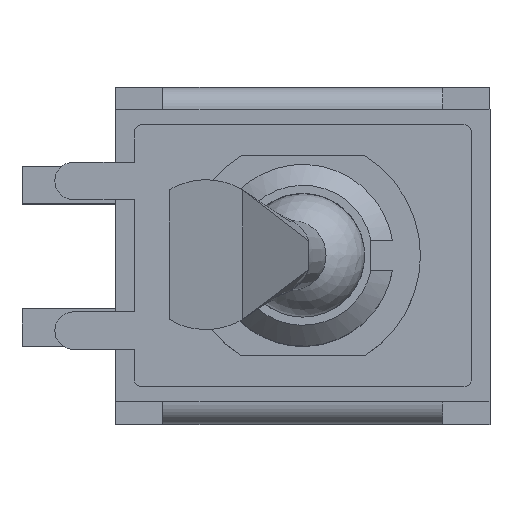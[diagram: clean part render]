
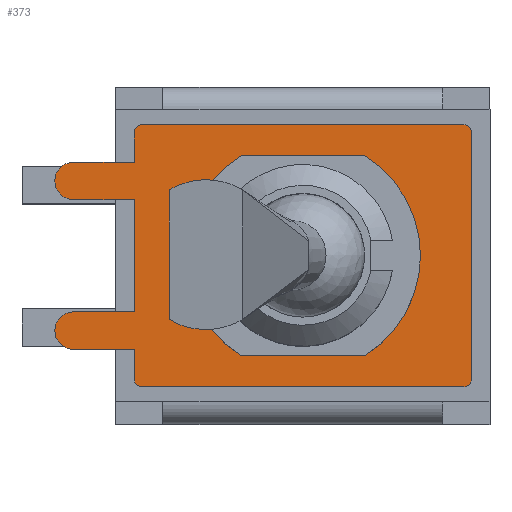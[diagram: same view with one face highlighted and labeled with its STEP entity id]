
A CAD part, top view. The second image highlights one B-rep face of the part: STEP entity #373.
In plain terms, the highlighted planar face has unit normal (0, 0, 1).
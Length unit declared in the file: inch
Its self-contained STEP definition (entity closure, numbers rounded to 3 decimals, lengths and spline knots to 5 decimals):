
#196=CARTESIAN_POINT('',(-0.35911,-0.19272,0.36969));
#197=DIRECTION('',(0.0,0.0,1.0));
#198=DIRECTION('',(1.0,0.0,0.0));
#199=AXIS2_PLACEMENT_3D('',#196,#197,#198);
#200=PLANE('',#199);
#201=CARTESIAN_POINT('',(-0.225,0.16535,0.36969));
#202=VERTEX_POINT('',#201);
#203=CARTESIAN_POINT('',(-0.21516,0.1752,0.36969));
#204=VERTEX_POINT('',#203);
#205=CARTESIAN_POINT('',(-0.21516,0.16535,0.36969));
#206=DIRECTION('',(0.0,0.0,-1.0));
#207=DIRECTION('',(-0.707,0.707,0.0));
#208=AXIS2_PLACEMENT_3D('',#205,#206,#207);
#209=CIRCLE('',#208,0.00984);
#210=EDGE_CURVE('',#202,#204,#209,.T.);
#211=ORIENTED_EDGE('',*,*,#210,.F.);
#212=CARTESIAN_POINT('',(-0.225,0.125,0.36969));
#213=VERTEX_POINT('',#212);
#214=CARTESIAN_POINT('',(-0.225,0.125,0.36969));
#215=DIRECTION('',(0.0,1.0,0.0));
#216=VECTOR('',#215,0.04035);
#217=LINE('',#214,#216);
#218=EDGE_CURVE('',#213,#202,#217,.T.);
#219=ORIENTED_EDGE('',*,*,#218,.F.);
#220=CARTESIAN_POINT('',(-0.3063,0.125,0.36969));
#221=VERTEX_POINT('',#220);
#222=CARTESIAN_POINT('',(-0.3063,0.125,0.36969));
#223=DIRECTION('',(1.0,0.0,0.0));
#224=VECTOR('',#223,0.0813);
#225=LINE('',#222,#224);
#226=EDGE_CURVE('',#221,#213,#225,.T.);
#227=ORIENTED_EDGE('',*,*,#226,.F.);
#228=CARTESIAN_POINT('',(-0.3063,0.075,0.36969));
#229=VERTEX_POINT('',#228);
#230=CARTESIAN_POINT('',(-0.3063,0.1,0.36969));
#231=DIRECTION('',(0.0,0.0,-1.0));
#232=DIRECTION('',(0.0,1.0,0.0));
#233=AXIS2_PLACEMENT_3D('',#230,#231,#232);
#234=CIRCLE('',#233,0.025);
#235=EDGE_CURVE('',#229,#221,#234,.T.);
#236=ORIENTED_EDGE('',*,*,#235,.F.);
#237=CARTESIAN_POINT('',(-0.225,0.075,0.36969));
#238=VERTEX_POINT('',#237);
#239=CARTESIAN_POINT('',(-0.225,0.075,0.36969));
#240=DIRECTION('',(-1.0,0.0,0.0));
#241=VECTOR('',#240,0.0813);
#242=LINE('',#239,#241);
#243=EDGE_CURVE('',#238,#229,#242,.T.);
#244=ORIENTED_EDGE('',*,*,#243,.F.);
#245=CARTESIAN_POINT('',(-0.225,-0.075,0.36969));
#246=VERTEX_POINT('',#245);
#247=CARTESIAN_POINT('',(-0.225,-0.075,0.36969));
#248=DIRECTION('',(0.0,1.0,0.0));
#249=VECTOR('',#248,0.15);
#250=LINE('',#247,#249);
#251=EDGE_CURVE('',#246,#238,#250,.T.);
#252=ORIENTED_EDGE('',*,*,#251,.F.);
#253=CARTESIAN_POINT('',(-0.3063,-0.075,0.36969));
#254=VERTEX_POINT('',#253);
#255=CARTESIAN_POINT('',(-0.3063,-0.075,0.36969));
#256=DIRECTION('',(1.0,0.0,0.0));
#257=VECTOR('',#256,0.0813);
#258=LINE('',#255,#257);
#259=EDGE_CURVE('',#254,#246,#258,.T.);
#260=ORIENTED_EDGE('',*,*,#259,.F.);
#261=CARTESIAN_POINT('',(-0.3063,-0.125,0.36969));
#262=VERTEX_POINT('',#261);
#263=CARTESIAN_POINT('',(-0.3063,-0.1,0.36969));
#264=DIRECTION('',(0.0,0.0,-1.0));
#265=DIRECTION('',(0.0,1.0,0.0));
#266=AXIS2_PLACEMENT_3D('',#263,#264,#265);
#267=CIRCLE('',#266,0.025);
#268=EDGE_CURVE('',#262,#254,#267,.T.);
#269=ORIENTED_EDGE('',*,*,#268,.F.);
#270=CARTESIAN_POINT('',(-0.225,-0.125,0.36969));
#271=VERTEX_POINT('',#270);
#272=CARTESIAN_POINT('',(-0.225,-0.125,0.36969));
#273=DIRECTION('',(-1.0,0.0,0.0));
#274=VECTOR('',#273,0.0813);
#275=LINE('',#272,#274);
#276=EDGE_CURVE('',#271,#262,#275,.T.);
#277=ORIENTED_EDGE('',*,*,#276,.F.);
#278=CARTESIAN_POINT('',(-0.225,-0.16535,0.36969));
#279=VERTEX_POINT('',#278);
#280=CARTESIAN_POINT('',(-0.225,-0.16535,0.36969));
#281=DIRECTION('',(0.0,1.0,0.0));
#282=VECTOR('',#281,0.04035);
#283=LINE('',#280,#282);
#284=EDGE_CURVE('',#279,#271,#283,.T.);
#285=ORIENTED_EDGE('',*,*,#284,.F.);
#286=CARTESIAN_POINT('',(-0.21516,-0.1752,0.36969));
#287=VERTEX_POINT('',#286);
#288=CARTESIAN_POINT('',(-0.21516,-0.16535,0.36969));
#289=DIRECTION('',(0.0,0.0,-1.0));
#290=DIRECTION('',(-0.707,-0.707,0.0));
#291=AXIS2_PLACEMENT_3D('',#288,#289,#290);
#292=CIRCLE('',#291,0.00984);
#293=EDGE_CURVE('',#287,#279,#292,.T.);
#294=ORIENTED_EDGE('',*,*,#293,.F.);
#295=CARTESIAN_POINT('',(0.21516,-0.1752,0.36969));
#296=VERTEX_POINT('',#295);
#297=CARTESIAN_POINT('',(0.21516,-0.1752,0.36969));
#298=DIRECTION('',(-1.0,0.0,0.0));
#299=VECTOR('',#298,0.43031);
#300=LINE('',#297,#299);
#301=EDGE_CURVE('',#296,#287,#300,.T.);
#302=ORIENTED_EDGE('',*,*,#301,.F.);
#303=CARTESIAN_POINT('',(0.225,-0.16535,0.36969));
#304=VERTEX_POINT('',#303);
#305=CARTESIAN_POINT('',(0.21516,-0.16535,0.36969));
#306=DIRECTION('',(0.0,0.0,-1.0));
#307=DIRECTION('',(0.707,-0.707,0.0));
#308=AXIS2_PLACEMENT_3D('',#305,#306,#307);
#309=CIRCLE('',#308,0.00984);
#310=EDGE_CURVE('',#304,#296,#309,.T.);
#311=ORIENTED_EDGE('',*,*,#310,.F.);
#312=CARTESIAN_POINT('',(0.225,0.16535,0.36969));
#313=VERTEX_POINT('',#312);
#314=CARTESIAN_POINT('',(0.225,0.16535,0.36969));
#315=DIRECTION('',(0.0,-1.0,0.0));
#316=VECTOR('',#315,0.33071);
#317=LINE('',#314,#316);
#318=EDGE_CURVE('',#313,#304,#317,.T.);
#319=ORIENTED_EDGE('',*,*,#318,.F.);
#320=CARTESIAN_POINT('',(0.21516,0.1752,0.36969));
#321=VERTEX_POINT('',#320);
#322=CARTESIAN_POINT('',(0.21516,0.16535,0.36969));
#323=DIRECTION('',(0.0,0.0,-1.0));
#324=DIRECTION('',(0.707,0.707,0.0));
#325=AXIS2_PLACEMENT_3D('',#322,#323,#324);
#326=CIRCLE('',#325,0.00984);
#327=EDGE_CURVE('',#321,#313,#326,.T.);
#328=ORIENTED_EDGE('',*,*,#327,.F.);
#329=CARTESIAN_POINT('',(-0.21516,0.1752,0.36969));
#330=DIRECTION('',(1.0,0.0,0.0));
#331=VECTOR('',#330,0.43031);
#332=LINE('',#329,#331);
#333=EDGE_CURVE('',#204,#321,#332,.T.);
#334=ORIENTED_EDGE('',*,*,#333,.F.);
#335=EDGE_LOOP('',(#211,#219,#227,#236,#244,#252,#260,#269,#277,#285,#294,#302,#311,#319,#328,#334));
#336=FACE_OUTER_BOUND('',#335,.T.);
#337=CARTESIAN_POINT('',(0.08221,-0.13386,0.36969));
#338=VERTEX_POINT('',#337);
#339=CARTESIAN_POINT('',(-0.08221,-0.13386,0.36969));
#340=VERTEX_POINT('',#339);
#341=CARTESIAN_POINT('',(0.08221,-0.13386,0.36969));
#342=DIRECTION('',(-1.0,0.0,0.0));
#343=VECTOR('',#342,0.16442);
#344=LINE('',#341,#343);
#345=EDGE_CURVE('',#338,#340,#344,.T.);
#346=ORIENTED_EDGE('',*,*,#345,.T.);
#347=CARTESIAN_POINT('',(-0.08221,0.13386,0.36969));
#348=VERTEX_POINT('',#347);
#349=CARTESIAN_POINT('',(0.,0.,0.36969));
#350=DIRECTION('',(0.0,0.0,1.0));
#351=DIRECTION('',(-1.0,0.0,0.0));
#352=AXIS2_PLACEMENT_3D('',#349,#350,#351);
#353=CIRCLE('',#352,0.15709);
#354=EDGE_CURVE('',#348,#340,#353,.T.);
#355=ORIENTED_EDGE('',*,*,#354,.F.);
#356=CARTESIAN_POINT('',(0.08221,0.13386,0.36969));
#357=VERTEX_POINT('',#356);
#358=CARTESIAN_POINT('',(-0.08221,0.13386,0.36969));
#359=DIRECTION('',(1.0,0.0,0.0));
#360=VECTOR('',#359,0.16442);
#361=LINE('',#358,#360);
#362=EDGE_CURVE('',#348,#357,#361,.T.);
#363=ORIENTED_EDGE('',*,*,#362,.T.);
#364=CARTESIAN_POINT('',(0.,0.,0.36969));
#365=DIRECTION('',(0.0,0.0,1.0));
#366=DIRECTION('',(-1.0,0.0,0.0));
#367=AXIS2_PLACEMENT_3D('',#364,#365,#366);
#368=CIRCLE('',#367,0.15709);
#369=EDGE_CURVE('',#338,#357,#368,.T.);
#370=ORIENTED_EDGE('',*,*,#369,.F.);
#371=EDGE_LOOP('',(#346,#355,#363,#370));
#372=FACE_BOUND('',#371,.T.);
#373=ADVANCED_FACE('',(#336,#372),#200,.T.);
